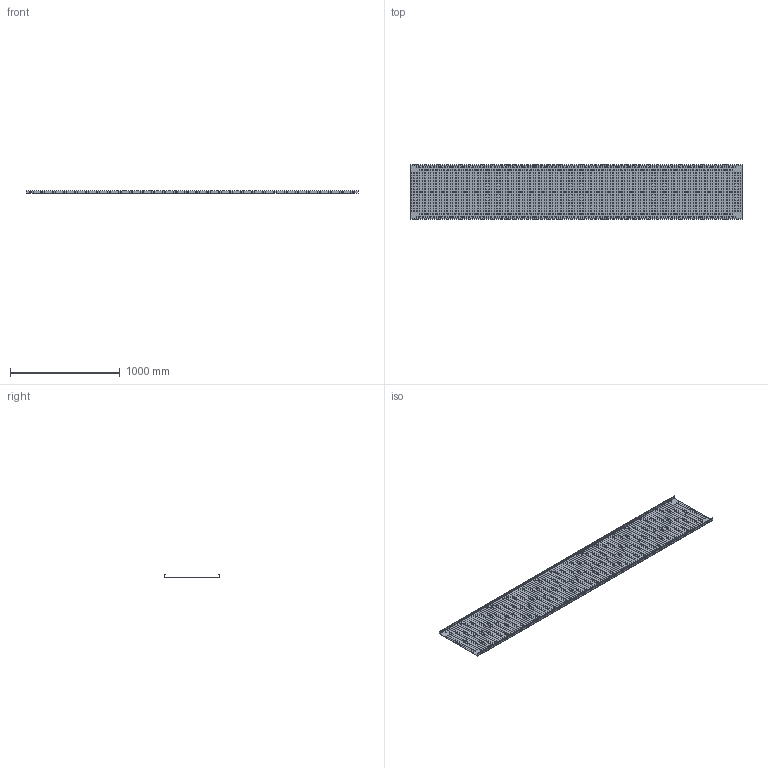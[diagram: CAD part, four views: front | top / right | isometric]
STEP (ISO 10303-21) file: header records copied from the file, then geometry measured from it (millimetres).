
FILE_DESCRIPTION(/* description */ (''),/* implementation_level */ '2;1');
FILE_NAME(/* name */ '487796.stp',/* time_stamp */ '2023-12-19T13:54:39+01:00',/* author */ ('bonnaudn'),/* organization */ (''),/* preprocessor_version */ 'ST-DEVELOPER v19.2',/* originating_system */ 'AutoCAD Mechanical',/* authorisation */ '');
FILE_SCHEMA (('AUTOMOTIVE_DESIGN { 1 0 10303 214 3 1 1 }'));
Products named in the file (1): Product
Bounding box: 3030 x 500.4 x 27.2 mm (x, y, z)
Volume: 3389229.3 mm3; surface area: 3826003 mm2
Topology: 1 solids, 2439 shells, 2460 faces, 9638 edges, 9618 vertices
Faces by surface type: plane 2452, cylinder 8
Entity records: 108997 total; most frequent: CARTESIAN_POINT 21717, DIRECTION 19394, ORIENTED_EDGE 9698, EDGE_CURVE 9638, VERTEX_POINT 9618, AXIS2_PLACEMENT_3D 7295, CIRCLE 4834, LINE 4804
